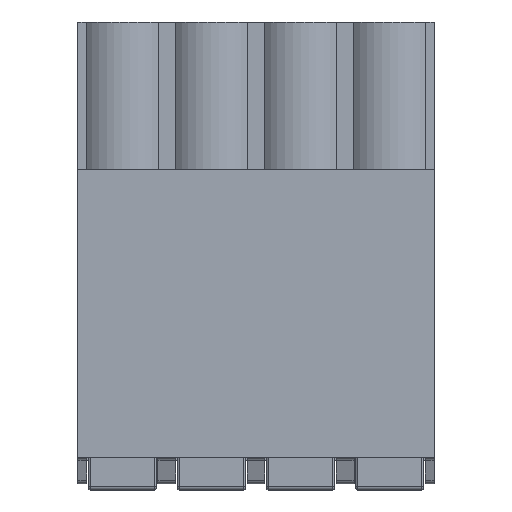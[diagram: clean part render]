
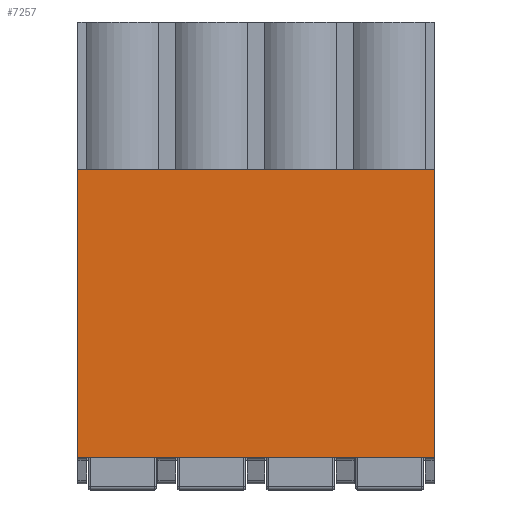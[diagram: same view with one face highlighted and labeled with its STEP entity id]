
A CAD part, front view. The second image highlights one B-rep face of the part: STEP entity #7257.
In plain terms, the highlighted planar face has unit normal (0, -1, 0).
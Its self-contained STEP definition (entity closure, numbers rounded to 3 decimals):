
#2=DIRECTION('',(0.,0.,1.));
#3=VECTOR('',#2,16.1);
#4=CARTESIAN_POINT('',(-10.,-7.468,-24.4));
#5=LINE('',#4,#3);
#97=DIRECTION('',(1.,0.,0.));
#98=VECTOR('',#97,20.);
#99=CARTESIAN_POINT('',(-10.,-7.468,-8.3));
#100=LINE('',#99,#98);
#1769=DIRECTION('',(0.,0.,1.));
#1770=VECTOR('',#1769,16.1);
#1771=CARTESIAN_POINT('',(10.,-7.468,-24.4));
#1772=LINE('',#1771,#1770);
#1966=DIRECTION('',(1.,0.,0.));
#1967=VECTOR('',#1966,20.);
#1968=CARTESIAN_POINT('',(-10.,-7.468,-24.4));
#1969=LINE('',#1968,#1967);
#3662=CARTESIAN_POINT('',(-10.,-7.468,-24.4));
#3663=CARTESIAN_POINT('',(-10.,-7.468,-8.3));
#3664=VERTEX_POINT('',#3662);
#3665=VERTEX_POINT('',#3663);
#3674=CARTESIAN_POINT('',(10.,-7.468,-24.4));
#3675=CARTESIAN_POINT('',(10.,-7.468,-8.3));
#3676=VERTEX_POINT('',#3674);
#3677=VERTEX_POINT('',#3675);
#7246=CARTESIAN_POINT('',(-10.,-7.468,-24.4));
#7247=DIRECTION('',(0.,-1.,0.));
#7248=DIRECTION('',(0.,0.,1.));
#7249=AXIS2_PLACEMENT_3D('',#7246,#7247,#7248);
#7250=PLANE('',#7249);
#7251=ORIENTED_EDGE('',*,*,#4661,.T.);
#7252=ORIENTED_EDGE('',*,*,#4719,.T.);
#7253=ORIENTED_EDGE('',*,*,#6867,.F.);
#7254=ORIENTED_EDGE('',*,*,#6064,.F.);
#7255=EDGE_LOOP('',(#7251,#7252,#7253,#7254));
#7256=FACE_OUTER_BOUND('',#7255,.F.);
#4661=EDGE_CURVE('',#3664,#3665,#5,.T.);
#4719=EDGE_CURVE('',#3665,#3677,#100,.T.);
#6064=EDGE_CURVE('',#3664,#3676,#1969,.T.);
#6867=EDGE_CURVE('',#3676,#3677,#1772,.T.);
#7257=ADVANCED_FACE('',(#7256),#7250,.T.);
